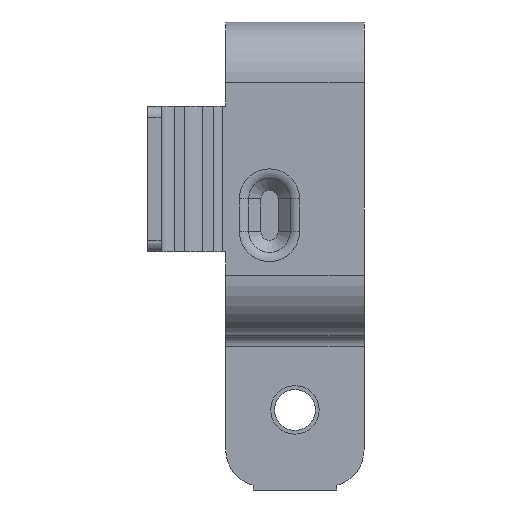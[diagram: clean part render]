
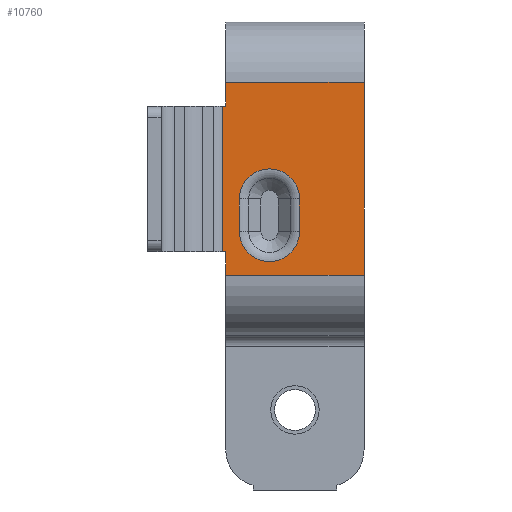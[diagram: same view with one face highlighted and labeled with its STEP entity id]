
A CAD part, left-side view. The second image highlights one B-rep face of the part: STEP entity #10760.
In plain terms, the highlighted planar face has unit normal (-1, 0, 0).
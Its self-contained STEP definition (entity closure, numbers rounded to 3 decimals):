
#540=CARTESIAN_POINT('',(-20.398,-31.581,1.197));
#550=VERTEX_POINT('',#540);
#580=CARTESIAN_POINT('',(-20.398,-31.581,7.618));
#590=DIRECTION('',(0.,0.,1.));
#600=VECTOR('',#590,1.);
#610=LINE('',#580,#600);
#620=CARTESIAN_POINT('',(-20.398,-31.581,-0.454));
#630=VERTEX_POINT('',#620);
#640=EDGE_CURVE('',#630,#550,#610,.T.);
#2620=CARTESIAN_POINT('',(-20.398,-31.581,13.012));
#2630=VERTEX_POINT('',#2620);
#2660=CARTESIAN_POINT('',(-20.398,-31.581,11.357));
#2670=VERTEX_POINT('',#2660);
#2680=EDGE_CURVE('',#2670,#2630,#610,.T.);
#6890=CARTESIAN_POINT('',(-20.398,-41.233,-0.454));
#6900=VERTEX_POINT('',#6890);
#6930=CARTESIAN_POINT('',(-20.398,-41.233,7.618));
#6940=DIRECTION('',(0.,0.,1.));
#6950=VECTOR('',#6940,1.);
#6960=LINE('',#6930,#6950);
#6970=CARTESIAN_POINT('',(-20.398,-41.233,13.012));
#6980=VERTEX_POINT('',#6970);
#6990=EDGE_CURVE('',#6900,#6980,#6960,.T.);
#9960=CARTESIAN_POINT('',(-20.398,-31.581,-4.671));
#9970=DIRECTION('',(-1.,0.,0.));
#9980=DIRECTION('',(0.,0.,1.));
#9990=AXIS2_PLACEMENT_3D('',#9960,#9970,#9980);
#10000=PLANE('',#9990);
#10010=ORIENTED_EDGE('',*,*,#640,.F.);
#10020=CARTESIAN_POINT('',(-20.398,0.,1.197));
#10030=DIRECTION('',(0.,-1.,0.));
#10040=VECTOR('',#10030,1.);
#10050=LINE('',#10020,#10040);
#10060=CARTESIAN_POINT('',(-20.398,-31.371,
1.197));
#10070=VERTEX_POINT('',#10060);
#10080=EDGE_CURVE('',#10070,#550,#10050,.T.);
#10090=ORIENTED_EDGE('',*,*,#10080,.T.);
#10100=CARTESIAN_POINT('',(-20.398,-31.371,
6.277));
#10110=DIRECTION('',(0.,0.,-1.));
#10120=VECTOR('',#10110,1.);
#10130=LINE('',#10100,#10120);
#10140=CARTESIAN_POINT('',(-20.398,-31.371,
11.357));
#10150=VERTEX_POINT('',#10140);
#10160=EDGE_CURVE('',#10150,#10070,#10130,.T.);
#10170=ORIENTED_EDGE('',*,*,#10160,.T.);
#10180=CARTESIAN_POINT('',(-20.398,0.,11.357));
#10190=DIRECTION('',(0.,1.,0.));
#10200=VECTOR('',#10190,1.);
#10210=LINE('',#10180,#10200);
#10220=EDGE_CURVE('',#2670,#10150,#10210,.T.);
#10230=ORIENTED_EDGE('',*,*,#10220,.T.);
#10240=ORIENTED_EDGE('',*,*,#2680,.F.);
#10250=CARTESIAN_POINT('',(-20.398,-31.581,13.012));
#10260=DIRECTION('',(0.,-1.,0.));
#10270=VECTOR('',#10260,1.);
#10280=LINE('',#10250,#10270);
#10290=EDGE_CURVE('',#2630,#6980,#10280,.T.);
#10300=ORIENTED_EDGE('',*,*,#10290,.F.);
#10310=ORIENTED_EDGE('',*,*,#6990,.T.);
#10320=CARTESIAN_POINT('',(-20.398,-31.581,-0.454));
#10330=DIRECTION('',(0.,-1.,0.));
#10340=VECTOR('',#10330,1.);
#10350=LINE('',#10320,#10340);
#10360=EDGE_CURVE('',#630,#6900,#10350,.T.);
#10370=ORIENTED_EDGE('',*,*,#10360,.T.);
#10380=EDGE_LOOP('',(#10370,#10310,#10300,#10240,#10230,#10170,#10090,
#10010));
#10390=FACE_OUTER_BOUND('',#10380,.T.);
#10400=CARTESIAN_POINT('',(-20.398,-36.725,2.598));
#10410=DIRECTION('',(0.,0.,-1.));
#10420=VECTOR('',#10410,1.);
#10430=LINE('',#10400,#10420);
#10440=CARTESIAN_POINT('',(-20.398,-36.725,4.884));
#10450=VERTEX_POINT('',#10440);
#10460=CARTESIAN_POINT('',(-20.398,-36.725,2.598));
#10470=VERTEX_POINT('',#10460);
#10480=EDGE_CURVE('',#10450,#10470,#10430,.T.);
#10490=ORIENTED_EDGE('',*,*,#10480,.T.);
#10500=CARTESIAN_POINT('',(-20.398,-34.629,4.884));
#10510=DIRECTION('',(-1.,0.,0.));
#10520=DIRECTION('',(0.,-1.,0.));
#10530=AXIS2_PLACEMENT_3D('',#10500,#10510,#10520);
#10540=CIRCLE('',#10530,2.096);
#10550=CARTESIAN_POINT('',(-20.398,-32.534,4.884));
#10560=VERTEX_POINT('',#10550);
#10570=EDGE_CURVE('',#10450,#10560,#10540,.T.);
#10580=ORIENTED_EDGE('',*,*,#10570,.F.);
#10590=CARTESIAN_POINT('',(-20.398,-32.534,2.598));
#10600=DIRECTION('',(0.,0.,-1.));
#10610=VECTOR('',#10600,1.);
#10620=LINE('',#10590,#10610);
#10630=CARTESIAN_POINT('',(-20.398,-32.534,2.598));
#10640=VERTEX_POINT('',#10630);
#10650=EDGE_CURVE('',#10560,#10640,#10620,.T.);
#10660=ORIENTED_EDGE('',*,*,#10650,.F.);
#10670=CARTESIAN_POINT('',(-20.398,-34.629,2.598));
#10680=DIRECTION('',(1.,0.,0.));
#10690=DIRECTION('',(0.,-1.,0.));
#10700=AXIS2_PLACEMENT_3D('',#10670,#10680,#10690);
#10710=CIRCLE('',#10700,2.096);
#10720=EDGE_CURVE('',#10470,#10640,#10710,.T.);
#10730=ORIENTED_EDGE('',*,*,#10720,.T.);
#10740=EDGE_LOOP('',(#10730,#10660,#10580,#10490));
#10750=FACE_BOUND('',#10740,.T.);
#10760=ADVANCED_FACE('',(#10390,#10750),#10000,.T.);
